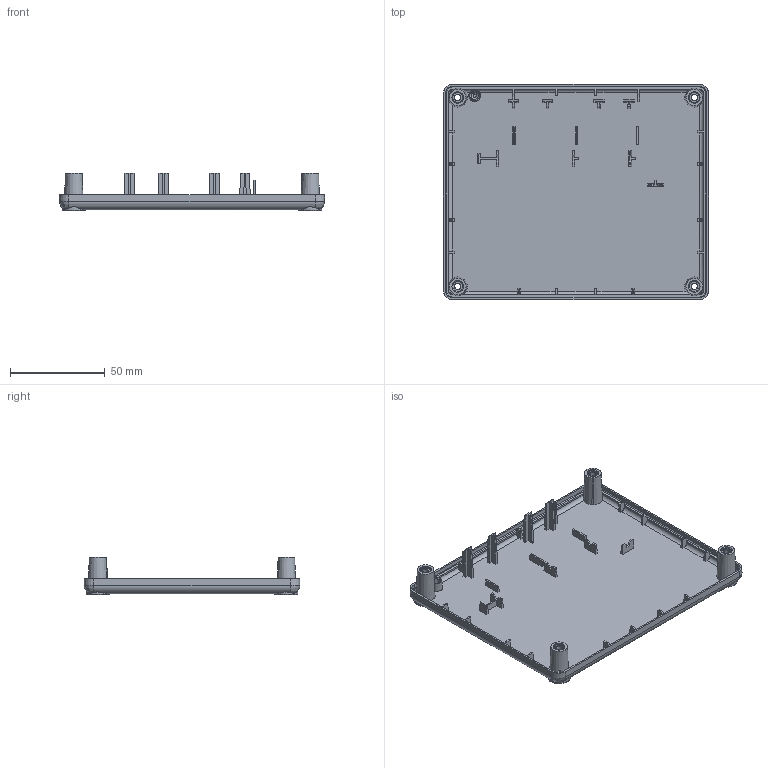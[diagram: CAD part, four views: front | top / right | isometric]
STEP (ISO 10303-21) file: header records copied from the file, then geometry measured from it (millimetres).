
FILE_DESCRIPTION((''),'2;1');
FILE_NAME('CC_24','2023-04-23T',('SMART'),(''),'PRO/ENGINEER BY PARAMETRIC TECHNOLOGY CORPORATION, 2009460','PRO/ENGINEER BY PARAMETRIC TECHNOLOGY CORPORATION, 2009460','');
FILE_SCHEMA(('CONFIG_CONTROL_DESIGN'));
Length unit declared in the file: millimetre
Products named in the file (1): CC_24
Bounding box: 140.12 x 113.92 x 20 mm (x, y, z)
Volume: 46691.1 mm3; surface area: 43134.6 mm2
Topology: 1 solids, 1 shells, 453 faces, 1241 edges, 815 vertices
Faces by surface type: plane 293, cone 76, bspline 44, cylinder 28, torus 12
Entity records: 16416 total; most frequent: CARTESIAN_POINT 5321, ORIENTED_EDGE 2482, DIRECTION 2031, EDGE_CURVE 1241, VERTEX_POINT 815, VECTOR 767, LINE 767, AXIS2_PLACEMENT_3D 632
